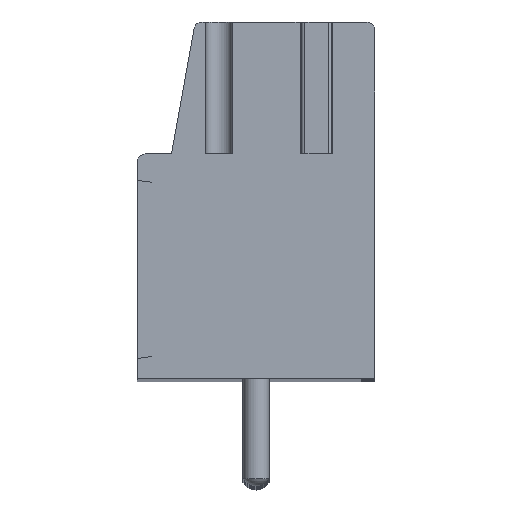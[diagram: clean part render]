
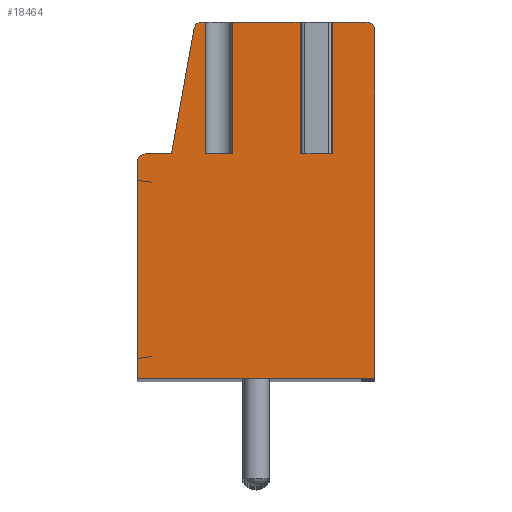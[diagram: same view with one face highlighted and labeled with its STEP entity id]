
A CAD part, top view. The second image highlights one B-rep face of the part: STEP entity #18464.
In plain terms, the highlighted planar face has unit normal (0, 0, 1).
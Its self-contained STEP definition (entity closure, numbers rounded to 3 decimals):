
#52=DIRECTION('',(1.,0.,0.));
#53=VECTOR('',#52,1.);
#54=CARTESIAN_POINT('',(-1.9,3.36,77.5));
#55=LINE('',#54,#53);
#56=DIRECTION('',(0.,1.,0.));
#57=VECTOR('',#56,5.);
#58=CARTESIAN_POINT('',(-0.9,3.36,77.5));
#59=LINE('',#58,#57);
#60=DIRECTION('',(-1.,0.,0.));
#61=VECTOR('',#60,2.8);
#62=CARTESIAN_POINT('',(1.9,8.36,77.5));
#63=LINE('',#62,#61);
#64=DIRECTION('',(0.,1.,0.));
#65=VECTOR('',#64,5.);
#66=CARTESIAN_POINT('',(1.9,3.36,77.5));
#67=LINE('',#66,#65);
#68=DIRECTION('',(1.,0.,0.));
#69=VECTOR('',#68,0.8);
#70=CARTESIAN_POINT('',(1.9,3.36,77.5));
#71=LINE('',#70,#69);
#72=DIRECTION('',(0.,1.,0.));
#73=VECTOR('',#72,5.);
#74=CARTESIAN_POINT('',(2.7,3.36,77.5));
#75=LINE('',#74,#73);
#76=DIRECTION('',(-1.,0.,0.));
#77=VECTOR('',#76,1.5);
#78=CARTESIAN_POINT('',(4.2,8.36,77.5));
#79=LINE('',#78,#77);
#80=CARTESIAN_POINT('',(4.2,8.06,77.5));
#81=DIRECTION('',(0.,0.,1.));
#82=DIRECTION('',(1.,0.,0.));
#83=AXIS2_PLACEMENT_3D('',#80,#81,#82);
#85=DIRECTION('',(0.,1.,0.));
#86=VECTOR('',#85,13.2);
#87=CARTESIAN_POINT('',(4.5,-5.14,77.5));
#88=LINE('',#87,#86);
#89=DIRECTION('',(1.,0.,0.));
#90=VECTOR('',#89,9.);
#91=CARTESIAN_POINT('',(-4.5,-5.14,77.5));
#92=LINE('',#91,#90);
#93=DIRECTION('',(0.,-1.,0.));
#94=VECTOR('',#93,8.2);
#95=CARTESIAN_POINT('',(-4.5,3.06,77.5));
#96=LINE('',#95,#94);
#97=CARTESIAN_POINT('',(-4.2,3.06,77.5));
#98=DIRECTION('',(0.,0.,1.));
#99=DIRECTION('',(0.,1.,0.));
#100=AXIS2_PLACEMENT_3D('',#97,#98,#99);
#102=DIRECTION('',(-1.,0.,0.));
#103=VECTOR('',#102,1.);
#104=CARTESIAN_POINT('',(-3.2,3.36,77.5));
#105=LINE('',#104,#103);
#106=DIRECTION('',(-0.177,-0.984,0.));
#107=VECTOR('',#106,4.829);
#108=CARTESIAN_POINT('',(-2.345,8.113,77.5));
#109=LINE('',#108,#107);
#110=CARTESIAN_POINT('',(-2.05,8.06,77.5));
#111=DIRECTION('',(0.,0.,1.));
#112=DIRECTION('',(0.,1.,0.));
#113=AXIS2_PLACEMENT_3D('',#110,#111,#112);
#115=DIRECTION('',(-1.,0.,0.));
#116=VECTOR('',#115,0.15);
#117=CARTESIAN_POINT('',(-1.9,8.36,77.5));
#118=LINE('',#117,#116);
#119=DIRECTION('',(0.,1.,0.));
#120=VECTOR('',#119,5.);
#121=CARTESIAN_POINT('',(-1.9,3.36,77.5));
#122=LINE('',#121,#120);
#14318=CARTESIAN_POINT('',(4.5,-5.14,77.5));
#14319=CARTESIAN_POINT('',(4.5,8.06,77.5));
#14320=VERTEX_POINT('',#14318);
#14321=VERTEX_POINT('',#14319);
#14322=CARTESIAN_POINT('',(4.2,8.36,77.5));
#14323=VERTEX_POINT('',#14322);
#14324=CARTESIAN_POINT('',(-2.05,8.36,77.5));
#14325=CARTESIAN_POINT('',(-2.345,8.113,77.5));
#14326=VERTEX_POINT('',#14324);
#14327=VERTEX_POINT('',#14325);
#14328=CARTESIAN_POINT('',(-3.2,3.36,77.5));
#14329=VERTEX_POINT('',#14328);
#14330=CARTESIAN_POINT('',(-4.2,3.36,77.5));
#14331=VERTEX_POINT('',#14330);
#14332=CARTESIAN_POINT('',(-4.5,3.06,77.5));
#14333=VERTEX_POINT('',#14332);
#14334=CARTESIAN_POINT('',(-4.5,-5.14,77.5));
#14335=VERTEX_POINT('',#14334);
#14633=CARTESIAN_POINT('',(1.9,3.36,77.5));
#14634=CARTESIAN_POINT('',(2.7,3.36,77.5));
#14635=VERTEX_POINT('',#14633);
#14636=VERTEX_POINT('',#14634);
#14637=CARTESIAN_POINT('',(2.7,8.36,77.5));
#14638=VERTEX_POINT('',#14637);
#14639=CARTESIAN_POINT('',(1.9,8.36,77.5));
#14640=VERTEX_POINT('',#14639);
#14661=CARTESIAN_POINT('',(-1.9,3.36,77.5));
#14662=CARTESIAN_POINT('',(-0.9,3.36,77.5));
#14663=VERTEX_POINT('',#14661);
#14664=VERTEX_POINT('',#14662);
#14665=CARTESIAN_POINT('',(-0.9,8.36,77.5));
#14666=VERTEX_POINT('',#14665);
#14667=CARTESIAN_POINT('',(-1.9,8.36,77.5));
#14668=VERTEX_POINT('',#14667);
#18423=CARTESIAN_POINT('',(0.,0.,77.5));
#18424=DIRECTION('',(0.,0.,1.));
#18425=DIRECTION('',(1.,0.,0.));
#18426=AXIS2_PLACEMENT_3D('',#18423,#18424,#18425);
#18427=PLANE('',#18426);
#18429=ORIENTED_EDGE('',*,*,#18428,.T.);
#18431=ORIENTED_EDGE('',*,*,#18430,.T.);
#18433=ORIENTED_EDGE('',*,*,#18432,.F.);
#18435=ORIENTED_EDGE('',*,*,#18434,.F.);
#18437=ORIENTED_EDGE('',*,*,#18436,.T.);
#18439=ORIENTED_EDGE('',*,*,#18438,.T.);
#18441=ORIENTED_EDGE('',*,*,#18440,.F.);
#18443=ORIENTED_EDGE('',*,*,#18442,.F.);
#18445=ORIENTED_EDGE('',*,*,#18444,.F.);
#18447=ORIENTED_EDGE('',*,*,#18446,.F.);
#18449=ORIENTED_EDGE('',*,*,#18448,.F.);
#18451=ORIENTED_EDGE('',*,*,#18450,.F.);
#18453=ORIENTED_EDGE('',*,*,#18452,.F.);
#18455=ORIENTED_EDGE('',*,*,#18454,.F.);
#18457=ORIENTED_EDGE('',*,*,#18456,.F.);
#18459=ORIENTED_EDGE('',*,*,#18458,.F.);
#18461=ORIENTED_EDGE('',*,*,#18460,.F.);
#18462=EDGE_LOOP('',(#18429,#18431,#18433,#18435,#18437,#18439,#18441,#18443,
#18445,#18447,#18449,#18451,#18453,#18455,#18457,#18459,#18461));
#18463=FACE_OUTER_BOUND('',#18462,.F.);
#84=CIRCLE('',#83,0.3);
#101=CIRCLE('',#100,0.3);
#114=CIRCLE('',#113,0.3);
#18428=EDGE_CURVE('',#14663,#14664,#55,.T.);
#18430=EDGE_CURVE('',#14664,#14666,#59,.T.);
#18432=EDGE_CURVE('',#14640,#14666,#63,.T.);
#18434=EDGE_CURVE('',#14635,#14640,#67,.T.);
#18436=EDGE_CURVE('',#14635,#14636,#71,.T.);
#18438=EDGE_CURVE('',#14636,#14638,#75,.T.);
#18440=EDGE_CURVE('',#14323,#14638,#79,.T.);
#18442=EDGE_CURVE('',#14321,#14323,#84,.T.);
#18444=EDGE_CURVE('',#14320,#14321,#88,.T.);
#18446=EDGE_CURVE('',#14335,#14320,#92,.T.);
#18448=EDGE_CURVE('',#14333,#14335,#96,.T.);
#18450=EDGE_CURVE('',#14331,#14333,#101,.T.);
#18452=EDGE_CURVE('',#14329,#14331,#105,.T.);
#18454=EDGE_CURVE('',#14327,#14329,#109,.T.);
#18456=EDGE_CURVE('',#14326,#14327,#114,.T.);
#18458=EDGE_CURVE('',#14668,#14326,#118,.T.);
#18460=EDGE_CURVE('',#14663,#14668,#122,.T.);
#18464=ADVANCED_FACE('',(#18463),#18427,.T.);
